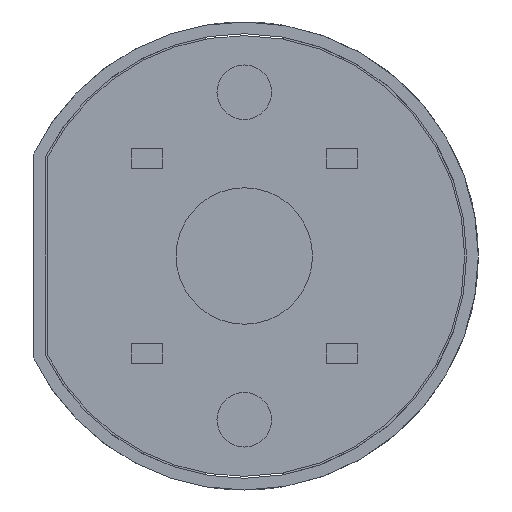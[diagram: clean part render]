
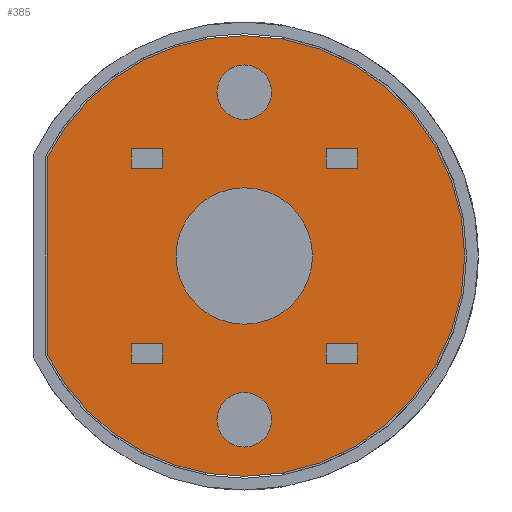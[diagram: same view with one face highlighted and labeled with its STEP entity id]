
A CAD part, front view. The second image highlights one B-rep face of the part: STEP entity #385.
In plain terms, the highlighted planar face has unit normal (0, -1, 0).
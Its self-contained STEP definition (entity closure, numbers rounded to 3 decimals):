
#81 = VERTEX_POINT('',#82);
#82 = CARTESIAN_POINT('',(0.,0.,-4.9));
#88 = EDGE_CURVE('',#81,#89,#91,.T.);
#89 = VERTEX_POINT('',#90);
#90 = CARTESIAN_POINT('',(0.,0.,-3.5));
#91 = CIRCLE('',#92,0.7);
#92 = AXIS2_PLACEMENT_3D('',#93,#94,#95);
#93 = CARTESIAN_POINT('',(0.,0.,-4.2));
#94 = DIRECTION('',(0.,-1.,0.));
#95 = DIRECTION('',(0.,0.,1.));
#123 = VERTEX_POINT('',#124);
#124 = CARTESIAN_POINT('',(0.,0.,3.5));
#130 = EDGE_CURVE('',#123,#131,#133,.T.);
#131 = VERTEX_POINT('',#132);
#132 = CARTESIAN_POINT('',(0.,0.,4.9));
#133 = CIRCLE('',#134,0.7);
#134 = AXIS2_PLACEMENT_3D('',#135,#136,#137);
#135 = CARTESIAN_POINT('',(0.,0.,4.2));
#136 = DIRECTION('',(0.,-1.,0.));
#137 = DIRECTION('',(0.,0.,1.));
#165 = VERTEX_POINT('',#166);
#166 = CARTESIAN_POINT('',(0.,0.,-1.75));
#172 = EDGE_CURVE('',#165,#173,#175,.T.);
#173 = VERTEX_POINT('',#174);
#174 = CARTESIAN_POINT('',(0.,0.,1.75));
#175 = CIRCLE('',#176,1.75);
#176 = AXIS2_PLACEMENT_3D('',#177,#178,#179);
#177 = CARTESIAN_POINT('',(0.,0.,0.));
#178 = DIRECTION('',(0.,-1.,0.));
#179 = DIRECTION('',(0.,0.,-1.));
#249 = VERTEX_POINT('',#250);
#250 = CARTESIAN_POINT('',(0.,0.,5.65));
#256 = EDGE_CURVE('',#249,#257,#259,.T.);
#257 = VERTEX_POINT('',#258);
#258 = CARTESIAN_POINT('',(0.,0.,-5.65));
#259 = CIRCLE('',#260,5.65);
#260 = AXIS2_PLACEMENT_3D('',#261,#262,#263);
#261 = CARTESIAN_POINT('',(0.,0.,0.));
#262 = DIRECTION('',(0.,1.,0.));
#263 = DIRECTION('',(0.,-0.,1.));
#289 = EDGE_CURVE('',#257,#290,#292,.T.);
#290 = VERTEX_POINT('',#291);
#291 = CARTESIAN_POINT('',(-5.05,0.,-2.534));
#292 = CIRCLE('',#293,5.65);
#293 = AXIS2_PLACEMENT_3D('',#294,#295,#296);
#294 = CARTESIAN_POINT('',(0.,0.,0.));
#295 = DIRECTION('',(0.,1.,0.));
#296 = DIRECTION('',(0.,-0.,1.));
#323 = VERTEX_POINT('',#324);
#324 = CARTESIAN_POINT('',(-5.05,0.,2.534));
#330 = EDGE_CURVE('',#323,#249,#331,.T.);
#331 = CIRCLE('',#332,5.65);
#332 = AXIS2_PLACEMENT_3D('',#333,#334,#335);
#333 = CARTESIAN_POINT('',(0.,0.,0.));
#334 = DIRECTION('',(0.,1.,0.));
#335 = DIRECTION('',(0.,-0.,1.));
#345 = EDGE_CURVE('',#290,#323,#346,.T.);
#346 = LINE('',#347,#348);
#347 = CARTESIAN_POINT('',(-5.05,0.,-2.534));
#348 = VECTOR('',#349,1.);
#349 = DIRECTION('',(0.,0.,1.));
#385 = ADVANCED_FACE('',(#386,#396,#406,#416),#422,.F.);
#386 = FACE_BOUND('',#387,.T.);
#387 = EDGE_LOOP('',(#388,#395));
#388 = ORIENTED_EDGE('',*,*,#389,.F.);
#389 = EDGE_CURVE('',#89,#81,#390,.T.);
#390 = CIRCLE('',#391,0.7);
#391 = AXIS2_PLACEMENT_3D('',#392,#393,#394);
#392 = CARTESIAN_POINT('',(0.,0.,-4.2));
#393 = DIRECTION('',(0.,-1.,0.));
#394 = DIRECTION('',(0.,0.,1.));
#395 = ORIENTED_EDGE('',*,*,#88,.F.);
#396 = FACE_BOUND('',#397,.T.);
#397 = EDGE_LOOP('',(#398,#405));
#398 = ORIENTED_EDGE('',*,*,#399,.F.);
#399 = EDGE_CURVE('',#131,#123,#400,.T.);
#400 = CIRCLE('',#401,0.7);
#401 = AXIS2_PLACEMENT_3D('',#402,#403,#404);
#402 = CARTESIAN_POINT('',(0.,0.,4.2));
#403 = DIRECTION('',(0.,-1.,0.));
#404 = DIRECTION('',(0.,0.,1.));
#405 = ORIENTED_EDGE('',*,*,#130,.F.);
#406 = FACE_BOUND('',#407,.T.);
#407 = EDGE_LOOP('',(#408,#415));
#408 = ORIENTED_EDGE('',*,*,#409,.F.);
#409 = EDGE_CURVE('',#173,#165,#410,.T.);
#410 = CIRCLE('',#411,1.75);
#411 = AXIS2_PLACEMENT_3D('',#412,#413,#414);
#412 = CARTESIAN_POINT('',(0.,0.,0.));
#413 = DIRECTION('',(0.,-1.,0.));
#414 = DIRECTION('',(0.,0.,-1.));
#415 = ORIENTED_EDGE('',*,*,#172,.F.);
#416 = FACE_BOUND('',#417,.T.);
#417 = EDGE_LOOP('',(#418,#419,#420,#421));
#418 = ORIENTED_EDGE('',*,*,#330,.F.);
#419 = ORIENTED_EDGE('',*,*,#345,.F.);
#420 = ORIENTED_EDGE('',*,*,#289,.F.);
#421 = ORIENTED_EDGE('',*,*,#256,.F.);
#422 = PLANE('',#423);
#423 = AXIS2_PLACEMENT_3D('',#424,#425,#426);
#424 = CARTESIAN_POINT('',(0.,0.,0.));
#425 = DIRECTION('',(0.,1.,0.));
#426 = DIRECTION('',(0.,-0.,1.));
